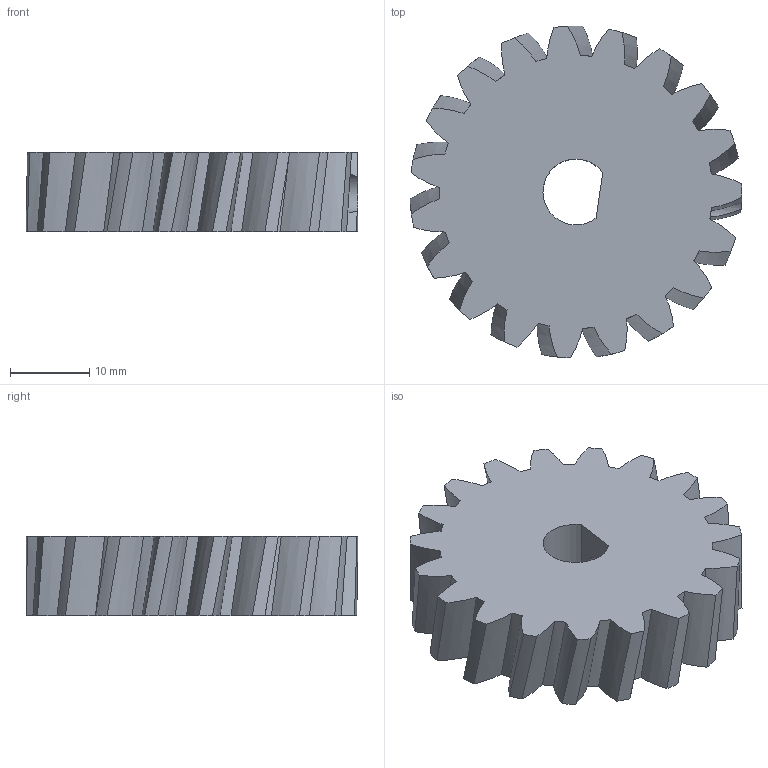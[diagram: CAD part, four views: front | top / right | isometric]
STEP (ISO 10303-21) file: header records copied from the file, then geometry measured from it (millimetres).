
FILE_DESCRIPTION(/* description */ (''),/* implementation_level */ '2;1');
FILE_NAME(/* name */ 'base gear.stp',/* time_stamp */ '2017-04-18T23:46:27+02:00',/* author */ ('Admin'),/* organization */ (''),/* preprocessor_version */ 'ST-DEVELOPER v16.1',/* originating_system */ 'Autodesk Inventor 2016',/* authorisation */ '');
FILE_SCHEMA (('AUTOMOTIVE_DESIGN { 1 0 10303 214 3 1 1 }'));
Length unit declared in the file: millimetre
Products named in the file (2): Spur Gear11; Spur Gears1
Assembly tree (1 placements, depth 2):
  Spur Gears1
    Spur Gear11
Bounding box: 41.77 x 41.77 x 10 mm (x, y, z)
Volume: 10928.1 mm3; surface area: 4746.8 mm2
Topology: 1 solids, 1 shells, 85 faces, 249 edges, 166 vertices
Faces by surface type: bspline 59, cylinder 22, plane 4
Full cylindrical faces by diameter (mm): 2.8 x1, 5.2 x1
Entity records: 3825 total; most frequent: CARTESIAN_POINT 2060, ORIENTED_EDGE 492, EDGE_CURVE 246, B_SPLINE_CURVE_WITH_KNOTS 199, VERTEX_POINT 165, DIRECTION 148, EDGE_LOOP 91, FACE_OUTER_BOUND 85
